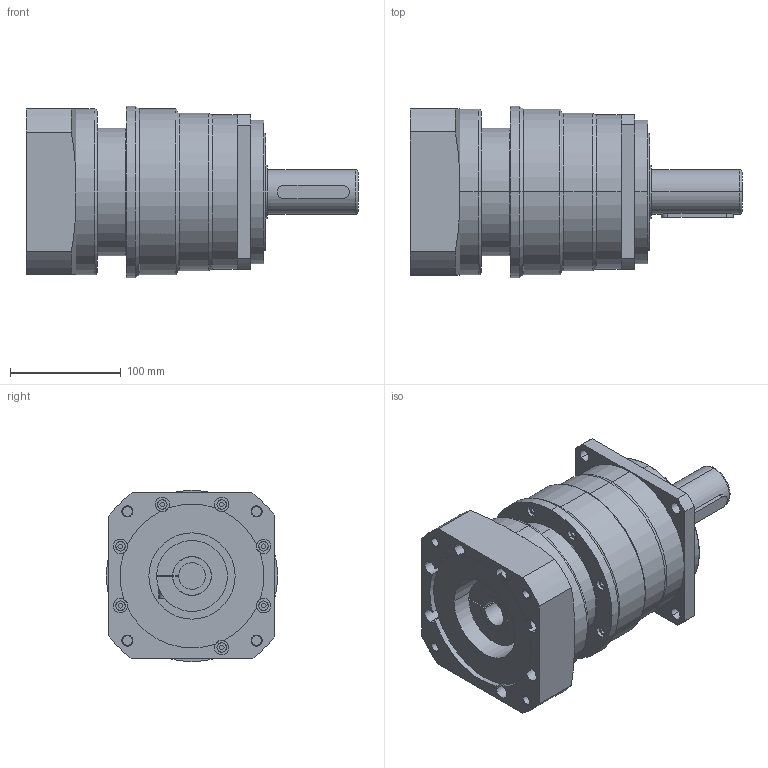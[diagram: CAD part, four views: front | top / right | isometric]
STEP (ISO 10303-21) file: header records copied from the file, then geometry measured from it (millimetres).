
FILE_DESCRIPTION((''),'2;1');
FILE_NAME('MB_PSBN_MASTER','2022-01-23T',('agw'),(''),'CREO PARAMETRIC BY PTC INC, 2018360','CREO PARAMETRIC BY PTC INC, 2018360','');
FILE_SCHEMA(('AUTOMOTIVE_DESIGN { 1 0 10303 214 1 1 1 1 }'));
Length unit declared in the file: millimetre
Products named in the file (1): MB_PSBN_MASTER
Bounding box: 300 x 155 x 155 mm (x, y, z)
Volume: 3538016.1 mm3; surface area: 238413.3 mm2
Topology: 1 solids, 22 shells, 505 faces, 1161 edges, 759 vertices
Faces by surface type: plane 280, cylinder 191, torus 16, cone 14, bspline 4
Entity records: 18034 total; most frequent: CARTESIAN_POINT 2672, DIRECTION 2595, ORIENTED_EDGE 2282, EDGE_CURVE 1159, AXIS2_PLACEMENT_3D 945, VERTEX_POINT 759, VECTOR 705, LINE 705
